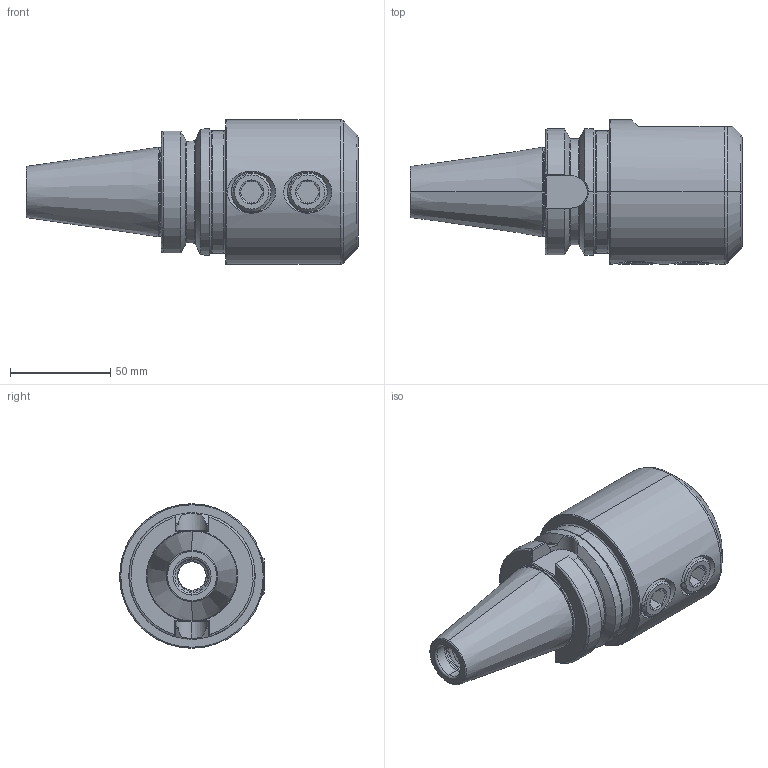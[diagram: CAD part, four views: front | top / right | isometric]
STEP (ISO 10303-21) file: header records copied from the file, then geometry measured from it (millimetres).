
FILE_DESCRIPTION (( 'STEP AP203' ), '1' );
FILE_NAME ('405.04.32.STEP', '2016-08-01T09:00:17', ( '' ), ( '' ), 'SwSTEP 2.0', 'SolidWorks 2012', '' );
FILE_SCHEMA (( 'CONFIG_CONTROL_DESIGN' ));
Length unit declared in the file: millimetre
Products named in the file (3): 405.04.32; 側固32_M20x2_20L
Assembly tree (3 placements, depth 2):
  405.04.32
    405.04.32
    側固32_M20x2_20L  x2
Bounding box: 165.4 x 72 x 72 mm (x, y, z)
Volume: 335537.1 mm3; surface area: 56776.7 mm2
Topology: 3 solids, 3 shells, 285 faces, 765 edges, 487 vertices
Faces by surface type: cylinder 125, plane 52, cone 43, bspline 34, torus 31
Entity records: 24745 total; most frequent: CARTESIAN_POINT 19135, ORIENTED_EDGE 1318, DIRECTION 891, EDGE_CURVE 659, VERTEX_POINT 420, AXIS2_PLACEMENT_3D 350, EDGE_LOOP 255, FACE_OUTER_BOUND 246
